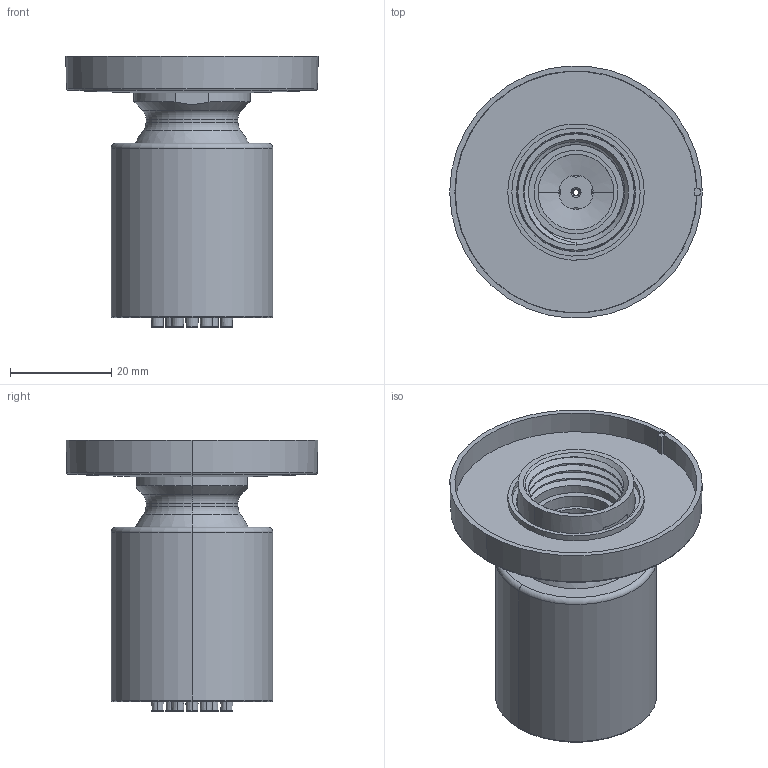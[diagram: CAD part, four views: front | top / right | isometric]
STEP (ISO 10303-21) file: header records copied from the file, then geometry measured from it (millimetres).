
FILE_DESCRIPTION((''),'2;1');
FILE_NAME('ZSOF061CR','2021-11-22T16:39:37',('ut3'),('PAFFONI SpA'),'CREO PARAMETRIC BY PTC INC, 2020044','CREO PARAMETRIC BY PTC INC, 2020044','');
FILE_SCHEMA(('CONFIG_CONTROL_DESIGN','SHAPE_APPEARANCE_LAYERS_GROUPS'));
Length unit declared in the file: millimetre
Products named in the file (1): ZSOF061CR
Bounding box: 50 x 49.87 x 53.7 mm (x, y, z)
Volume: 21651.2 mm3; surface area: 19796.9 mm2
Topology: 2 solids, 2 shells, 325 faces, 833 edges, 548 vertices
Faces by surface type: cylinder 116, cone 73, torus 64, plane 59, bspline 7, sphere 6
Entity records: 21661 total; most frequent: CARTESIAN_POINT 10244, DIRECTION 1752, ORIENTED_EDGE 1662, EDGE_CURVE 831, AXIS2_PLACEMENT_3D 763, VERTEX_POINT 548, FILL_AREA_STYLE_COLOUR 534, FILL_AREA_STYLE 534
